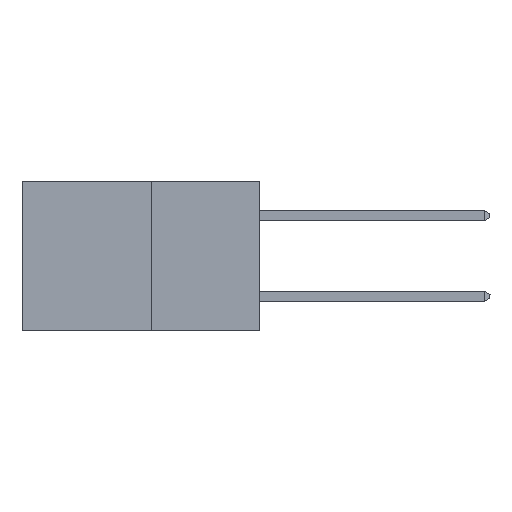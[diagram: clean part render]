
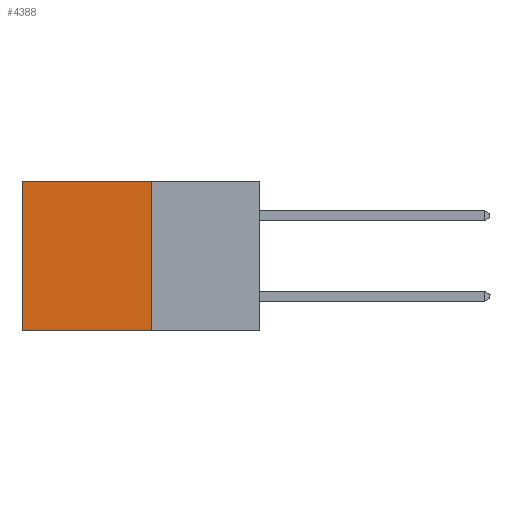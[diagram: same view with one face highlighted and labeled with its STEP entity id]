
A CAD part, left-side view. The second image highlights one B-rep face of the part: STEP entity #4388.
In plain terms, the highlighted planar face has unit normal (-1, 0, 0).
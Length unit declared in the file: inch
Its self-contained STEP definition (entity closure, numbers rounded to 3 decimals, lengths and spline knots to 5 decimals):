
#2039 = CARTESIAN_POINT ( 'NONE',  ( 0.277, 0.59, -0.37 ) ) ;
#2076 = AXIS2_PLACEMENT_3D ( 'NONE', #24870, #18546, #18537 ) ;
#3416 = DIRECTION ( 'NONE',  ( 0., 1., 0. ) ) ;
#3578 = CARTESIAN_POINT ( 'NONE',  ( 0.277, 0.27, 0. ) ) ;
#4388 = ADVANCED_FACE ( 'NONE', ( #8560 ), #7391, .F. ) ;
#4543 = CARTESIAN_POINT ( 'NONE',  ( 0.277, 0.27, -0.37 ) ) ;
#4677 = LINE ( 'NONE', #4543, #14353 ) ;
#5857 = EDGE_CURVE ( 'NONE', #12719, #16215, #23598, .T. ) ;
#6606 = LINE ( 'NONE', #10767, #11174 ) ;
#7391 = PLANE ( 'NONE',  #2076 ) ;
#7946 = LINE ( 'NONE', #19268, #13108 ) ;
#8421 = DIRECTION ( 'NONE',  ( 0., 1., 0. ) ) ;
#8560 = FACE_OUTER_BOUND ( 'NONE', #10807, .T. ) ;
#10767 = CARTESIAN_POINT ( 'NONE',  ( 0.277, 0.27, -0.37 ) ) ;
#10775 = EDGE_CURVE ( 'NONE', #22991, #19211, #4677, .T. ) ;
#10807 = EDGE_LOOP ( 'NONE', ( #17417, #24002, #24835, #21771 ) ) ;
#11174 = VECTOR ( 'NONE', #22330, 39.37008 ) ;
#12338 = CARTESIAN_POINT ( 'NONE',  ( 0.277, 0.27, 0. ) ) ;
#12719 = VERTEX_POINT ( 'NONE', #12338 ) ;
#13108 = VECTOR ( 'NONE', #15369, 39.37008 ) ;
#14353 = VECTOR ( 'NONE', #8421, 39.37008 ) ;
#15369 = DIRECTION ( 'NONE',  ( 0., 0., -1. ) ) ;
#16215 = VERTEX_POINT ( 'NONE', #21137 ) ;
#16806 = CARTESIAN_POINT ( 'NONE',  ( 0.277, 0.27, -0.37 ) ) ;
#17417 = ORIENTED_EDGE ( 'NONE', *, *, #21319, .T. ) ;
#18487 = VECTOR ( 'NONE', #3416, 39.37008 ) ;
#18537 = DIRECTION ( 'NONE',  ( 0., 0., -1. ) ) ;
#18546 = DIRECTION ( 'NONE',  ( 1., 0., 0. ) ) ;
#19211 = VERTEX_POINT ( 'NONE', #2039 ) ;
#19268 = CARTESIAN_POINT ( 'NONE',  ( 0.277, 0.59, -0.37 ) ) ;
#21137 = CARTESIAN_POINT ( 'NONE',  ( 0.277, 0.59, 0. ) ) ;
#21319 = EDGE_CURVE ( 'NONE', #16215, #19211, #7946, .T. ) ;
#21771 = ORIENTED_EDGE ( 'NONE', *, *, #5857, .T. ) ;
#22330 = DIRECTION ( 'NONE',  ( 0., 0., -1. ) ) ;
#22991 = VERTEX_POINT ( 'NONE', #16806 ) ;
#23598 = LINE ( 'NONE', #3578, #18487 ) ;
#23612 = EDGE_CURVE ( 'NONE', #12719, #22991, #6606, .T. ) ;
#24002 = ORIENTED_EDGE ( 'NONE', *, *, #10775, .F. ) ;
#24835 = ORIENTED_EDGE ( 'NONE', *, *, #23612, .F. ) ;
#24870 = CARTESIAN_POINT ( 'NONE',  ( 0.277, 0.27, -0.37 ) ) ;
